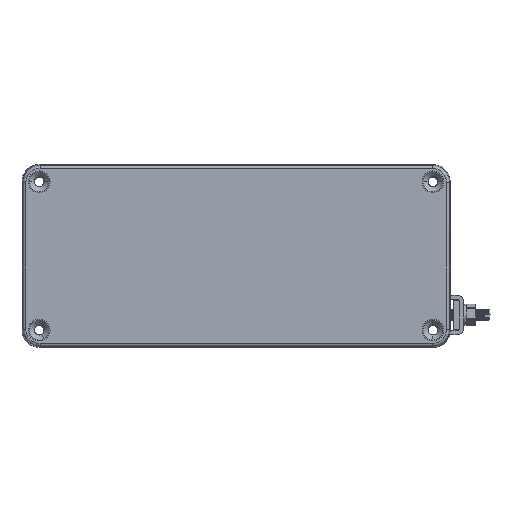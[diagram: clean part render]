
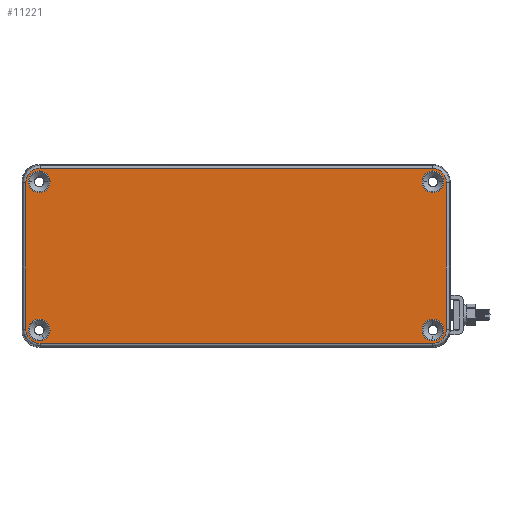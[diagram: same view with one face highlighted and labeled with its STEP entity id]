
A CAD part, top view. The second image highlights one B-rep face of the part: STEP entity #11221.
In plain terms, the highlighted planar face has unit normal (0, 0, 1).
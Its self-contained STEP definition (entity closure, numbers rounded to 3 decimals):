
#10559 = VERTEX_POINT('',#10560);
#10560 = CARTESIAN_POINT('',(72.8,26.,9.5));
#10566 = EDGE_CURVE('',#10567,#10559,#10569,.T.);
#10567 = VERTEX_POINT('',#10568);
#10568 = CARTESIAN_POINT('',(65.2,26.,9.5));
#10569 = CIRCLE('',#10570,3.8);
#10570 = AXIS2_PLACEMENT_3D('',#10571,#10572,#10573);
#10571 = CARTESIAN_POINT('',(69.,26.,9.5));
#10572 = DIRECTION('',(0.,0.,1.));
#10573 = DIRECTION('',(1.,0.,-0.));
#10601 = VERTEX_POINT('',#10602);
#10602 = CARTESIAN_POINT('',(-65.2,26.,9.5));
#10608 = EDGE_CURVE('',#10609,#10601,#10611,.T.);
#10609 = VERTEX_POINT('',#10610);
#10610 = CARTESIAN_POINT('',(-72.8,26.,9.5));
#10611 = CIRCLE('',#10612,3.8);
#10612 = AXIS2_PLACEMENT_3D('',#10613,#10614,#10615);
#10613 = CARTESIAN_POINT('',(-69.,26.,9.5));
#10614 = DIRECTION('',(0.,0.,1.));
#10615 = DIRECTION('',(1.,0.,-0.));
#10643 = VERTEX_POINT('',#10644);
#10644 = CARTESIAN_POINT('',(-65.2,-26.,9.5));
#10650 = EDGE_CURVE('',#10651,#10643,#10653,.T.);
#10651 = VERTEX_POINT('',#10652);
#10652 = CARTESIAN_POINT('',(-72.8,-26.,9.5));
#10653 = CIRCLE('',#10654,3.8);
#10654 = AXIS2_PLACEMENT_3D('',#10655,#10656,#10657);
#10655 = CARTESIAN_POINT('',(-69.,-26.,9.5));
#10656 = DIRECTION('',(0.,0.,1.));
#10657 = DIRECTION('',(1.,0.,-0.));
#10685 = VERTEX_POINT('',#10686);
#10686 = CARTESIAN_POINT('',(72.8,-26.,9.5));
#10692 = EDGE_CURVE('',#10693,#10685,#10695,.T.);
#10693 = VERTEX_POINT('',#10694);
#10694 = CARTESIAN_POINT('',(65.2,-26.,9.5));
#10695 = CIRCLE('',#10696,3.8);
#10696 = AXIS2_PLACEMENT_3D('',#10697,#10698,#10699);
#10697 = CARTESIAN_POINT('',(69.,-26.,9.5));
#10698 = DIRECTION('',(0.,0.,1.));
#10699 = DIRECTION('',(1.,0.,-0.));
#11221 = ADVANCED_FACE('',(#11222,#11232,#11242,#11252,#11262),#11352,
  .F.);
#11222 = FACE_BOUND('',#11223,.T.);
#11223 = EDGE_LOOP('',(#11224,#11231));
#11224 = ORIENTED_EDGE('',*,*,#11225,.F.);
#11225 = EDGE_CURVE('',#10559,#10567,#11226,.T.);
#11226 = CIRCLE('',#11227,3.8);
#11227 = AXIS2_PLACEMENT_3D('',#11228,#11229,#11230);
#11228 = CARTESIAN_POINT('',(69.,26.,9.5));
#11229 = DIRECTION('',(0.,0.,1.));
#11230 = DIRECTION('',(1.,0.,-0.));
#11231 = ORIENTED_EDGE('',*,*,#10566,.F.);
#11232 = FACE_BOUND('',#11233,.T.);
#11233 = EDGE_LOOP('',(#11234,#11241));
#11234 = ORIENTED_EDGE('',*,*,#11235,.F.);
#11235 = EDGE_CURVE('',#10601,#10609,#11236,.T.);
#11236 = CIRCLE('',#11237,3.8);
#11237 = AXIS2_PLACEMENT_3D('',#11238,#11239,#11240);
#11238 = CARTESIAN_POINT('',(-69.,26.,9.5));
#11239 = DIRECTION('',(0.,0.,1.));
#11240 = DIRECTION('',(1.,0.,-0.));
#11241 = ORIENTED_EDGE('',*,*,#10608,.F.);
#11242 = FACE_BOUND('',#11243,.T.);
#11243 = EDGE_LOOP('',(#11244,#11251));
#11244 = ORIENTED_EDGE('',*,*,#11245,.F.);
#11245 = EDGE_CURVE('',#10643,#10651,#11246,.T.);
#11246 = CIRCLE('',#11247,3.8);
#11247 = AXIS2_PLACEMENT_3D('',#11248,#11249,#11250);
#11248 = CARTESIAN_POINT('',(-69.,-26.,9.5));
#11249 = DIRECTION('',(0.,0.,1.));
#11250 = DIRECTION('',(1.,0.,-0.));
#11251 = ORIENTED_EDGE('',*,*,#10650,.F.);
#11252 = FACE_BOUND('',#11253,.T.);
#11253 = EDGE_LOOP('',(#11254,#11261));
#11254 = ORIENTED_EDGE('',*,*,#11255,.F.);
#11255 = EDGE_CURVE('',#10685,#10693,#11256,.T.);
#11256 = CIRCLE('',#11257,3.8);
#11257 = AXIS2_PLACEMENT_3D('',#11258,#11259,#11260);
#11258 = CARTESIAN_POINT('',(69.,-26.,9.5));
#11259 = DIRECTION('',(0.,0.,1.));
#11260 = DIRECTION('',(1.,0.,-0.));
#11261 = ORIENTED_EDGE('',*,*,#10692,.F.);
#11262 = FACE_BOUND('',#11263,.T.);
#11263 = EDGE_LOOP('',(#11264,#11280,#11288,#11302,#11310,#11324,#11332,
    #11346));
#11264 = ORIENTED_EDGE('',*,*,#11265,.F.);
#11265 = EDGE_CURVE('',#11266,#11268,#11270,.T.);
#11266 = VERTEX_POINT('',#11267);
#11267 = CARTESIAN_POINT('',(68.706,30.703,9.5));
#11268 = VERTEX_POINT('',#11269);
#11269 = CARTESIAN_POINT('',(73.703,25.706,9.5));
#11270 = B_SPLINE_CURVE_WITH_KNOTS('',5,(#11271,#11272,#11273,#11274,
    #11275,#11276,#11277,#11278,#11279),.UNSPECIFIED.,.F.,.F.,(6,3,6),(
    0.,0.577,1.),.UNSPECIFIED.);
#11271 = CARTESIAN_POINT('',(68.706,30.703,9.5));
#11272 = CARTESIAN_POINT('',(69.612,30.703,9.5));
#11273 = CARTESIAN_POINT('',(70.518,30.497,9.5));
#11274 = CARTESIAN_POINT('',(71.362,30.087,9.5));
#11275 = CARTESIAN_POINT('',(72.61,29.07,9.5));
#11276 = CARTESIAN_POINT('',(73.372,27.673,9.5));
#11277 = CARTESIAN_POINT('',(73.592,27.033,9.5));
#11278 = CARTESIAN_POINT('',(73.703,26.37,9.5));
#11279 = CARTESIAN_POINT('',(73.703,25.706,9.5));
#11280 = ORIENTED_EDGE('',*,*,#11281,.F.);
#11281 = EDGE_CURVE('',#11282,#11266,#11284,.T.);
#11282 = VERTEX_POINT('',#11283);
#11283 = CARTESIAN_POINT('',(-68.706,30.703,9.5));
#11284 = LINE('',#11285,#11286);
#11285 = CARTESIAN_POINT('',(0.,30.703,9.5));
#11286 = VECTOR('',#11287,1.);
#11287 = DIRECTION('',(1.,-0.,0.));
#11288 = ORIENTED_EDGE('',*,*,#11289,.F.);
#11289 = EDGE_CURVE('',#11290,#11282,#11292,.T.);
#11290 = VERTEX_POINT('',#11291);
#11291 = CARTESIAN_POINT('',(-73.703,25.706,9.5));
#11292 = B_SPLINE_CURVE_WITH_KNOTS('',5,(#11293,#11294,#11295,#11296,
    #11297,#11298,#11299,#11300,#11301),.UNSPECIFIED.,.F.,.F.,(6,3,6),(
    0.,0.577,1.),.UNSPECIFIED.);
#11293 = CARTESIAN_POINT('',(-73.703,25.706,9.5));
#11294 = CARTESIAN_POINT('',(-73.703,26.612,9.5));
#11295 = CARTESIAN_POINT('',(-73.497,27.518,9.5));
#11296 = CARTESIAN_POINT('',(-73.087,28.362,9.5));
#11297 = CARTESIAN_POINT('',(-72.07,29.61,9.5));
#11298 = CARTESIAN_POINT('',(-70.673,30.372,9.5));
#11299 = CARTESIAN_POINT('',(-70.033,30.592,9.5));
#11300 = CARTESIAN_POINT('',(-69.37,30.703,9.5));
#11301 = CARTESIAN_POINT('',(-68.706,30.703,9.5));
#11302 = ORIENTED_EDGE('',*,*,#11303,.F.);
#11303 = EDGE_CURVE('',#11304,#11290,#11306,.T.);
#11304 = VERTEX_POINT('',#11305);
#11305 = CARTESIAN_POINT('',(-73.703,-25.706,9.5));
#11306 = LINE('',#11307,#11308);
#11307 = CARTESIAN_POINT('',(-73.703,0.,9.5));
#11308 = VECTOR('',#11309,1.);
#11309 = DIRECTION('',(0.,1.,0.));
#11310 = ORIENTED_EDGE('',*,*,#11311,.F.);
#11311 = EDGE_CURVE('',#11312,#11304,#11314,.T.);
#11312 = VERTEX_POINT('',#11313);
#11313 = CARTESIAN_POINT('',(-68.706,-30.703,9.5));
#11314 = B_SPLINE_CURVE_WITH_KNOTS('',5,(#11315,#11316,#11317,#11318,
    #11319,#11320,#11321,#11322,#11323),.UNSPECIFIED.,.F.,.F.,(6,3,6),(
    0.,0.577,1.),.UNSPECIFIED.);
#11315 = CARTESIAN_POINT('',(-68.706,-30.703,9.5));
#11316 = CARTESIAN_POINT('',(-69.612,-30.703,9.5));
#11317 = CARTESIAN_POINT('',(-70.518,-30.497,9.5));
#11318 = CARTESIAN_POINT('',(-71.362,-30.087,9.5));
#11319 = CARTESIAN_POINT('',(-72.61,-29.07,9.5));
#11320 = CARTESIAN_POINT('',(-73.372,-27.673,9.5));
#11321 = CARTESIAN_POINT('',(-73.592,-27.033,9.5));
#11322 = CARTESIAN_POINT('',(-73.703,-26.37,9.5));
#11323 = CARTESIAN_POINT('',(-73.703,-25.706,9.5));
#11324 = ORIENTED_EDGE('',*,*,#11325,.F.);
#11325 = EDGE_CURVE('',#11326,#11312,#11328,.T.);
#11326 = VERTEX_POINT('',#11327);
#11327 = CARTESIAN_POINT('',(68.706,-30.703,9.5));
#11328 = LINE('',#11329,#11330);
#11329 = CARTESIAN_POINT('',(0.,-30.703,9.5));
#11330 = VECTOR('',#11331,1.);
#11331 = DIRECTION('',(-1.,0.,-0.));
#11332 = ORIENTED_EDGE('',*,*,#11333,.F.);
#11333 = EDGE_CURVE('',#11334,#11326,#11336,.T.);
#11334 = VERTEX_POINT('',#11335);
#11335 = CARTESIAN_POINT('',(73.703,-25.706,9.5));
#11336 = B_SPLINE_CURVE_WITH_KNOTS('',5,(#11337,#11338,#11339,#11340,
    #11341,#11342,#11343,#11344,#11345),.UNSPECIFIED.,.F.,.F.,(6,3,6),(
    0.,0.577,1.),.UNSPECIFIED.);
#11337 = CARTESIAN_POINT('',(73.703,-25.706,9.5));
#11338 = CARTESIAN_POINT('',(73.703,-26.612,9.5));
#11339 = CARTESIAN_POINT('',(73.497,-27.518,9.5));
#11340 = CARTESIAN_POINT('',(73.087,-28.362,9.5));
#11341 = CARTESIAN_POINT('',(72.07,-29.61,9.5));
#11342 = CARTESIAN_POINT('',(70.673,-30.372,9.5));
#11343 = CARTESIAN_POINT('',(70.033,-30.592,9.5));
#11344 = CARTESIAN_POINT('',(69.37,-30.703,9.5));
#11345 = CARTESIAN_POINT('',(68.706,-30.703,9.5));
#11346 = ORIENTED_EDGE('',*,*,#11347,.F.);
#11347 = EDGE_CURVE('',#11268,#11334,#11348,.T.);
#11348 = LINE('',#11349,#11350);
#11349 = CARTESIAN_POINT('',(73.703,0.,9.5));
#11350 = VECTOR('',#11351,1.);
#11351 = DIRECTION('',(-0.,-1.,-0.));
#11352 = PLANE('',#11353);
#11353 = AXIS2_PLACEMENT_3D('',#11354,#11355,#11356);
#11354 = CARTESIAN_POINT('',(0.,0.,9.5));
#11355 = DIRECTION('',(0.,0.,-1.));
#11356 = DIRECTION('',(-1.,0.,-0.));
